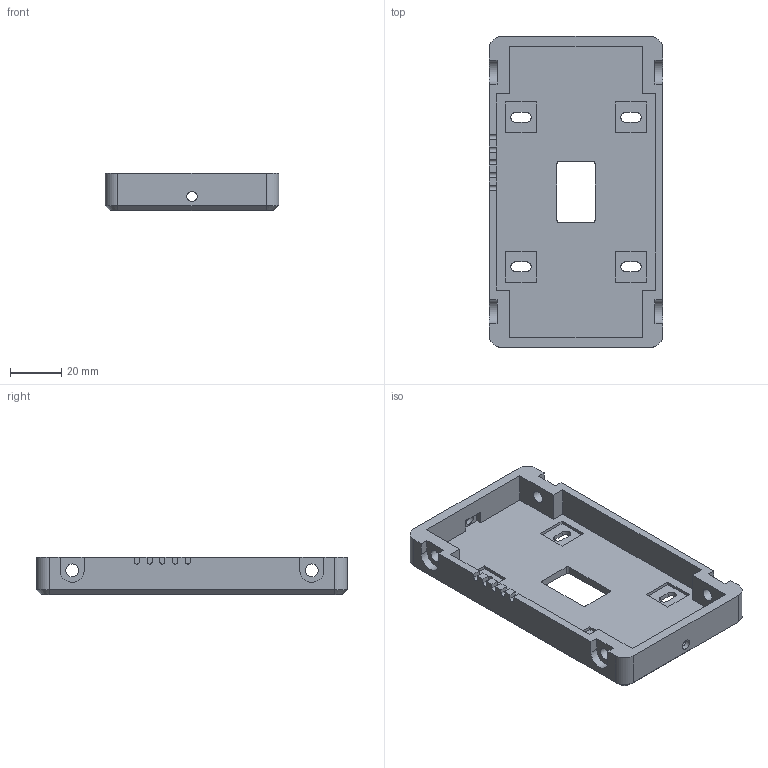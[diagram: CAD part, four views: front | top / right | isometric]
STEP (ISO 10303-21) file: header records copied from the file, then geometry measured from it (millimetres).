
FILE_DESCRIPTION(/* description */ (''),/* implementation_level */ '2;1');
FILE_NAME(/* name */ 'bottom.step',/* time_stamp */ '2024-04-30T16:30:17+09:00',/* author */ (''),/* organization */ (''),/* preprocessor_version */ 'ST-DEVELOPER v20',/* originating_system */ 'Autodesk Translation Framework v12.20.1.177',/* authorisation */ '');
FILE_SCHEMA (('AUTOMOTIVE_DESIGN { 1 0 10303 214 3 1 1 }'));
Length unit declared in the file: millimetre
Products named in the file (1): vote
Bounding box: 68 x 121.8 x 14.7 mm (x, y, z)
Volume: 38777.8 mm3; surface area: 25793.2 mm2
Topology: 1 solids, 1 shells, 124 faces, 346 edges, 228 vertices
Faces by surface type: plane 89, cylinder 31, cone 4
Full cylindrical faces by diameter (mm): 4 x2, 5 x4
Entity records: 4046 total; most frequent: CARTESIAN_POINT 699, ORIENTED_EDGE 692, DIRECTION 662, EDGE_CURVE 346, LINE 280, VECTOR 280, VERTEX_POINT 228, AXIS2_PLACEMENT_3D 191
